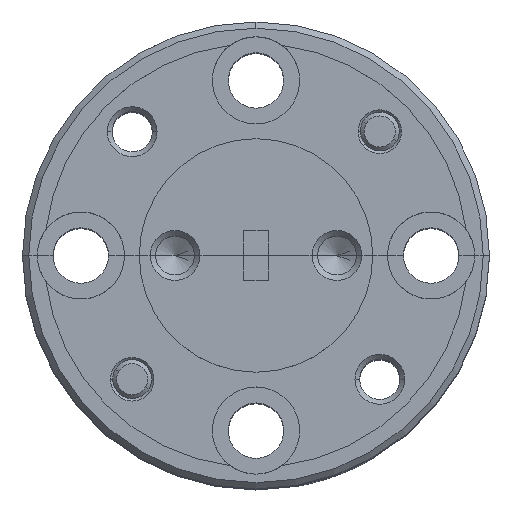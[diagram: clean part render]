
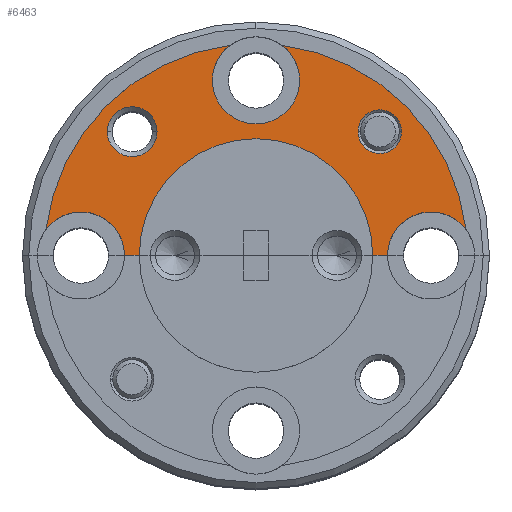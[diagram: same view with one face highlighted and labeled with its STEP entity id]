
A CAD part, top view. The second image highlights one B-rep face of the part: STEP entity #6463.
In plain terms, the highlighted planar face has unit normal (0, 0, 1).
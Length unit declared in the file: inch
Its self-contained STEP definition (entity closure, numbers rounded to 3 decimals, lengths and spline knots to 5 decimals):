
#26 = CIRCLE ( 'NONE', #8039, 0.04 ) ;
#35 = CARTESIAN_POINT ( 'NONE',  ( 0., 0.28125, -0.02 ) ) ;
#411 = EDGE_CURVE ( 'NONE', #12742, #3870, #536, .T. ) ;
#449 = EDGE_CURVE ( 'NONE', #12508, #11947, #9647, .T. ) ;
#536 = CIRCLE ( 'NONE', #5764, 0.1875 ) ;
#698 = DIRECTION ( 'NONE',  ( 1., 0., 0. ) ) ;
#729 = VECTOR ( 'NONE', #10749, 39.37008 ) ;
#865 = EDGE_CURVE ( 'NONE', #4722, #9178, #10099, .T. ) ;
#1107 = CIRCLE ( 'NONE', #8481, 0.07 ) ;
#1121 = CARTESIAN_POINT ( 'NONE',  ( -0.23887, 0.19887, -0.02 ) ) ;
#1254 = DIRECTION ( 'NONE',  ( 1., 0., 0. ) ) ;
#1269 = AXIS2_PLACEMENT_3D ( 'NONE', #2578, #8058, #3866 ) ;
#1323 = PLANE ( 'NONE',  #10626 ) ;
#1380 = DIRECTION ( 'NONE',  ( 0., 0., 1. ) ) ;
#1456 = CARTESIAN_POINT ( 'NONE',  ( 0., 0., -0.02 ) ) ;
#1689 = CARTESIAN_POINT ( 'NONE',  ( 0.28125, 0., -0.02 ) ) ;
#1737 = ORIENTED_EDGE ( 'NONE', *, *, #7906, .F. ) ;
#1866 = DIRECTION ( 'NONE',  ( 1., 0., 0. ) ) ;
#1950 = AXIS2_PLACEMENT_3D ( 'NONE', #8355, #2389, #5282 ) ;
#2139 = DIRECTION ( 'NONE',  ( 1., 0., 0. ) ) ;
#2389 = DIRECTION ( 'NONE',  ( 0., 0., 1. ) ) ;
#2578 = CARTESIAN_POINT ( 'NONE',  ( 0.19887, 0.19887, -0.02 ) ) ;
#2615 = DIRECTION ( 'NONE',  ( 0., 0., 1. ) ) ;
#2707 = VERTEX_POINT ( 'NONE', #1121 ) ;
#2709 = DIRECTION ( 'NONE',  ( 0., 0., 1. ) ) ;
#2781 = VECTOR ( 'NONE', #4204, 39.37008 ) ;
#2985 = DIRECTION ( 'NONE',  ( 0., 0., 1. ) ) ;
#2995 = EDGE_CURVE ( 'NONE', #3870, #4015, #8849, .T. ) ;
#3012 = CIRCLE ( 'NONE', #4685, 0.04 ) ;
#3156 = CIRCLE ( 'NONE', #4215, 0.34 ) ;
#3221 = ORIENTED_EDGE ( 'NONE', *, *, #3524, .F. ) ;
#3272 = FACE_OUTER_BOUND ( 'NONE', #5988, .T. ) ;
#3384 = CARTESIAN_POINT ( 'NONE',  ( -0.15887, 0.19887, -0.02 ) ) ;
#3477 = CARTESIAN_POINT ( 'NONE',  ( -0.375, 0., -0.02 ) ) ;
#3511 = EDGE_CURVE ( 'NONE', #4722, #7169, #3156, .T. ) ;
#3524 = EDGE_CURVE ( 'NONE', #12508, #5057, #3999, .T. ) ;
#3580 = DIRECTION ( 'NONE',  ( 0., 0., 1. ) ) ;
#3669 = AXIS2_PLACEMENT_3D ( 'NONE', #5581, #2615, #6374 ) ;
#3670 = EDGE_CURVE ( 'NONE', #5057, #9995, #6949, .T. ) ;
#3686 = AXIS2_PLACEMENT_3D ( 'NONE', #6416, #10319, #2139 ) ;
#3695 = AXIS2_PLACEMENT_3D ( 'NONE', #1689, #2709, #698 ) ;
#3797 = ORIENTED_EDGE ( 'NONE', *, *, #3670, .F. ) ;
#3866 = DIRECTION ( 'NONE',  ( 1., 0., 0. ) ) ;
#3870 = VERTEX_POINT ( 'NONE', #7681 ) ;
#3884 = ORIENTED_EDGE ( 'NONE', *, *, #449, .T. ) ;
#3999 = CIRCLE ( 'NONE', #10191, 0.07 ) ;
#4015 = VERTEX_POINT ( 'NONE', #7922 ) ;
#4030 = CIRCLE ( 'NONE', #1950, 0.07 ) ;
#4204 = DIRECTION ( 'NONE',  ( -1., 0., 0. ) ) ;
#4215 = AXIS2_PLACEMENT_3D ( 'NONE', #12193, #2985, #5949 ) ;
#4404 = CARTESIAN_POINT ( 'NONE',  ( 0.1875, 0., -0.02 ) ) ;
#4685 = AXIS2_PLACEMENT_3D ( 'NONE', #7329, #10610, #7527 ) ;
#4722 = VERTEX_POINT ( 'NONE', #11050 ) ;
#4915 = DIRECTION ( 'NONE',  ( 0., 0., 1. ) ) ;
#4952 = CIRCLE ( 'NONE', #3669, 0.035 ) ;
#4971 = DIRECTION ( 'NONE',  ( 1., 0., 0. ) ) ;
#5057 = VERTEX_POINT ( 'NONE', #12522 ) ;
#5282 = DIRECTION ( 'NONE',  ( 1., 0., 0. ) ) ;
#5433 = CARTESIAN_POINT ( 'NONE',  ( 0., 0., -0.02 ) ) ;
#5445 = FACE_BOUND ( 'NONE', #6725, .T. ) ;
#5509 = DIRECTION ( 'NONE',  ( 0., 0., 1. ) ) ;
#5558 = CARTESIAN_POINT ( 'NONE',  ( -0.04177, 0.33743, -0.02 ) ) ;
#5581 = CARTESIAN_POINT ( 'NONE',  ( 0.19887, 0.19887, -0.02 ) ) ;
#5764 = AXIS2_PLACEMENT_3D ( 'NONE', #5433, #1380, #12323 ) ;
#5949 = DIRECTION ( 'NONE',  ( 1., 0., 0. ) ) ;
#5988 = EDGE_LOOP ( 'NONE', ( #10397, #6587, #11671, #3797, #3221, #3884, #7571, #6723, #12359, #12383 ) ) ;
#6114 = AXIS2_PLACEMENT_3D ( 'NONE', #9935, #4915, #10074 ) ;
#6145 = EDGE_CURVE ( 'NONE', #9178, #12742, #10219, .T. ) ;
#6215 = CARTESIAN_POINT ( 'NONE',  ( 0.07, 0.28125, -0.02 ) ) ;
#6281 = CIRCLE ( 'NONE', #1269, 0.035 ) ;
#6374 = DIRECTION ( 'NONE',  ( 1., 0., 0. ) ) ;
#6416 = CARTESIAN_POINT ( 'NONE',  ( 0., 0., -0.02 ) ) ;
#6463 = ADVANCED_FACE ( 'NONE', ( #5445, #10389, #3272 ), #1323, .T. ) ;
#6587 = ORIENTED_EDGE ( 'NONE', *, *, #3511, .T. ) ;
#6723 = ORIENTED_EDGE ( 'NONE', *, *, #2995, .F. ) ;
#6725 = EDGE_LOOP ( 'NONE', ( #8208, #10622 ) ) ;
#6923 = EDGE_CURVE ( 'NONE', #9995, #7169, #1107, .T. ) ;
#6949 = CIRCLE ( 'NONE', #6114, 0.07 ) ;
#7169 = VERTEX_POINT ( 'NONE', #9134 ) ;
#7329 = CARTESIAN_POINT ( 'NONE',  ( -0.19887, 0.19887, -0.02 ) ) ;
#7527 = DIRECTION ( 'NONE',  ( 1., 0., 0. ) ) ;
#7571 = ORIENTED_EDGE ( 'NONE', *, *, #9076, .F. ) ;
#7629 = DIRECTION ( 'NONE',  ( 1., 0., 0. ) ) ;
#7681 = CARTESIAN_POINT ( 'NONE',  ( -0.1875, 0., -0.02 ) ) ;
#7906 = EDGE_CURVE ( 'NONE', #8379, #13094, #6281, .T. ) ;
#7922 = CARTESIAN_POINT ( 'NONE',  ( -0.21125, 0., -0.02 ) ) ;
#8039 = AXIS2_PLACEMENT_3D ( 'NONE', #8661, #10764, #1866 ) ;
#8058 = DIRECTION ( 'NONE',  ( 0., 0., 1. ) ) ;
#8208 = ORIENTED_EDGE ( 'NONE', *, *, #12443, .F. ) ;
#8355 = CARTESIAN_POINT ( 'NONE',  ( -0.28125, 0., -0.02 ) ) ;
#8379 = VERTEX_POINT ( 'NONE', #9517 ) ;
#8481 = AXIS2_PLACEMENT_3D ( 'NONE', #8626, #3580, #7629 ) ;
#8626 = CARTESIAN_POINT ( 'NONE',  ( 0., 0.28125, -0.02 ) ) ;
#8661 = CARTESIAN_POINT ( 'NONE',  ( -0.19887, 0.19887, -0.02 ) ) ;
#8849 = LINE ( 'NONE', #3477, #729 ) ;
#9069 = CARTESIAN_POINT ( 'NONE',  ( -0.375, 0., -0.02 ) ) ;
#9076 = EDGE_CURVE ( 'NONE', #4015, #11947, #4030, .T. ) ;
#9134 = CARTESIAN_POINT ( 'NONE',  ( 0.04177, 0.33742, -0.02 ) ) ;
#9178 = VERTEX_POINT ( 'NONE', #12514 ) ;
#9517 = CARTESIAN_POINT ( 'NONE',  ( 0.16387, 0.19887, -0.02 ) ) ;
#9549 = ORIENTED_EDGE ( 'NONE', *, *, #11244, .F. ) ;
#9647 = CIRCLE ( 'NONE', #3686, 0.34 ) ;
#9935 = CARTESIAN_POINT ( 'NONE',  ( 0., 0.28125, -0.02 ) ) ;
#9995 = VERTEX_POINT ( 'NONE', #6215 ) ;
#10029 = EDGE_LOOP ( 'NONE', ( #9549, #1737 ) ) ;
#10074 = DIRECTION ( 'NONE',  ( 1., 0., 0. ) ) ;
#10099 = CIRCLE ( 'NONE', #3695, 0.07 ) ;
#10191 = AXIS2_PLACEMENT_3D ( 'NONE', #35, #11133, #4971 ) ;
#10219 = LINE ( 'NONE', #9069, #2781 ) ;
#10242 = EDGE_CURVE ( 'NONE', #2707, #10416, #3012, .T. ) ;
#10319 = DIRECTION ( 'NONE',  ( 0., 0., 1. ) ) ;
#10389 = FACE_BOUND ( 'NONE', #10029, .T. ) ;
#10397 = ORIENTED_EDGE ( 'NONE', *, *, #865, .F. ) ;
#10416 = VERTEX_POINT ( 'NONE', #3384 ) ;
#10610 = DIRECTION ( 'NONE',  ( 0., 0., 1. ) ) ;
#10622 = ORIENTED_EDGE ( 'NONE', *, *, #10242, .F. ) ;
#10626 = AXIS2_PLACEMENT_3D ( 'NONE', #1456, #5509, #1254 ) ;
#10749 = DIRECTION ( 'NONE',  ( -1., 0., 0. ) ) ;
#10764 = DIRECTION ( 'NONE',  ( 0., 0., 1. ) ) ;
#11050 = CARTESIAN_POINT ( 'NONE',  ( 0.33743, 0.04177, -0.02 ) ) ;
#11081 = CARTESIAN_POINT ( 'NONE',  ( 0.23387, 0.19887, -0.02 ) ) ;
#11133 = DIRECTION ( 'NONE',  ( 0., 0., 1. ) ) ;
#11244 = EDGE_CURVE ( 'NONE', #13094, #8379, #4952, .T. ) ;
#11671 = ORIENTED_EDGE ( 'NONE', *, *, #6923, .F. ) ;
#11947 = VERTEX_POINT ( 'NONE', #12823 ) ;
#12193 = CARTESIAN_POINT ( 'NONE',  ( 0., 0., -0.02 ) ) ;
#12323 = DIRECTION ( 'NONE',  ( 1., 0., 0. ) ) ;
#12359 = ORIENTED_EDGE ( 'NONE', *, *, #411, .F. ) ;
#12383 = ORIENTED_EDGE ( 'NONE', *, *, #6145, .F. ) ;
#12443 = EDGE_CURVE ( 'NONE', #10416, #2707, #26, .T. ) ;
#12508 = VERTEX_POINT ( 'NONE', #5558 ) ;
#12514 = CARTESIAN_POINT ( 'NONE',  ( 0.21125, 0., -0.02 ) ) ;
#12522 = CARTESIAN_POINT ( 'NONE',  ( -0.07, 0.28125, -0.02 ) ) ;
#12742 = VERTEX_POINT ( 'NONE', #4404 ) ;
#12823 = CARTESIAN_POINT ( 'NONE',  ( -0.33743, 0.04177, -0.02 ) ) ;
#13094 = VERTEX_POINT ( 'NONE', #11081 ) ;
